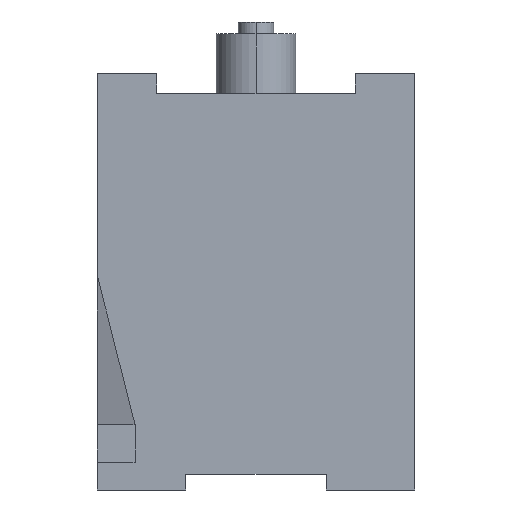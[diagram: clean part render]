
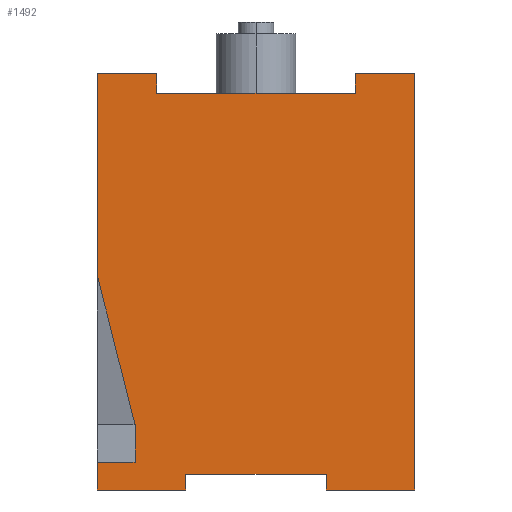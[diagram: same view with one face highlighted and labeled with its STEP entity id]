
A CAD part, left-side view. The second image highlights one B-rep face of the part: STEP entity #1492.
In plain terms, the highlighted planar face has unit normal (-1, 0, 0).
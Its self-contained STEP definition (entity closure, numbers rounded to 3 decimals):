
#5 = CARTESIAN_POINT ( 'NONE',  ( -22.5, 25., 105. ) ) ;
#42 = CARTESIAN_POINT ( 'NONE',  ( -22.5, -17.75, 0. ) ) ;
#70 = EDGE_CURVE ( 'NONE', #1245, #2557, #2267, .T. ) ;
#81 = ORIENTED_EDGE ( 'NONE', *, *, #401, .T. ) ;
#84 = CARTESIAN_POINT ( 'NONE',  ( -22.5, 40., 105. ) ) ;
#96 = EDGE_CURVE ( 'NONE', #2557, #1467, #2530, .T. ) ;
#123 = VECTOR ( 'NONE', #1729, 1000. ) ;
#171 = ORIENTED_EDGE ( 'NONE', *, *, #320, .T. ) ;
#190 = CARTESIAN_POINT ( 'NONE',  ( -22.5, 40., 0. ) ) ;
#219 = DIRECTION ( 'NONE',  ( 1., 0., 0. ) ) ;
#222 = CARTESIAN_POINT ( 'NONE',  ( -22.5, 17.75, 0. ) ) ;
#234 = VECTOR ( 'NONE', #1965, 1000. ) ;
#245 = EDGE_CURVE ( 'NONE', #1257, #1245, #1357, .T. ) ;
#282 = EDGE_CURVE ( 'NONE', #1257, #2590, #2401, .T. ) ;
#319 = EDGE_CURVE ( 'NONE', #2590, #2696, #1351, .T. ) ;
#320 = EDGE_CURVE ( 'NONE', #2696, #1947, #1531, .T. ) ;
#329 = EDGE_CURVE ( 'NONE', #1947, #1692, #2314, .T. ) ;
#330 = DIRECTION ( 'NONE',  ( 0., -1., 0. ) ) ;
#334 = EDGE_CURVE ( 'NONE', #1692, #2722, #2071, .T. ) ;
#339 = ORIENTED_EDGE ( 'NONE', *, *, #282, .T. ) ;
#344 = EDGE_CURVE ( 'NONE', #2722, #1627, #1086, .T. ) ;
#348 = CARTESIAN_POINT ( 'NONE',  ( -22.5, 0., 0. ) ) ;
#382 = EDGE_CURVE ( 'NONE', #1909, #1627, #1766, .T. ) ;
#391 = EDGE_CURVE ( 'NONE', #1394, #1909, #2075, .T. ) ;
#401 = EDGE_CURVE ( 'NONE', #1394, #1454, #1296, .T. ) ;
#417 = EDGE_CURVE ( 'NONE', #1454, #1479, #2063, .T. ) ;
#442 = EDGE_CURVE ( 'NONE', #1479, #1126, #1252, .T. ) ;
#455 = EDGE_CURVE ( 'NONE', #1895, #1126, #1559, .T. ) ;
#460 = EDGE_CURVE ( 'NONE', #1895, #1467, #1648, .T. ) ;
#480 = DIRECTION ( 'NONE',  ( 0., 0.246, 0.969 ) ) ;
#507 = CARTESIAN_POINT ( 'NONE',  ( -22.5, 30.5, 16.5 ) ) ;
#523 = ORIENTED_EDGE ( 'NONE', *, *, #442, .T. ) ;
#552 = ORIENTED_EDGE ( 'NONE', *, *, #319, .T. ) ;
#606 = ORIENTED_EDGE ( 'NONE', *, *, #344, .T. ) ;
#648 = EDGE_LOOP ( 'NONE', ( #339, #552, #171, #1029, #2429, #606, #2125, #2592, #81, #2517, #523, #2322, #1295, #1002, #2007, #2546 ) ) ;
#689 = PLANE ( 'NONE',  #2339 ) ;
#712 = VECTOR ( 'NONE', #2672, 1000. ) ;
#807 = VECTOR ( 'NONE', #1427, 1000. ) ;
#876 = CARTESIAN_POINT ( 'NONE',  ( -22.5, -40., 105. ) ) ;
#934 = DIRECTION ( 'NONE',  ( 0., 0., -1. ) ) ;
#1002 = ORIENTED_EDGE ( 'NONE', *, *, #96, .F. ) ;
#1010 = CARTESIAN_POINT ( 'NONE',  ( -22.5, 30.5, 7. ) ) ;
#1029 = ORIENTED_EDGE ( 'NONE', *, *, #329, .T. ) ;
#1049 = VECTOR ( 'NONE', #2577, 1000. ) ;
#1086 = LINE ( 'NONE', #348, #1923 ) ;
#1126 = VERTEX_POINT ( 'NONE', #5 ) ;
#1148 = CARTESIAN_POINT ( 'NONE',  ( -22.5, 25., 100. ) ) ;
#1168 = DIRECTION ( 'NONE',  ( 0., -1., 0. ) ) ;
#1202 = CARTESIAN_POINT ( 'NONE',  ( -22.5, -40., 0. ) ) ;
#1223 = CARTESIAN_POINT ( 'NONE',  ( -22.5, -17.75, 4. ) ) ;
#1245 = VERTEX_POINT ( 'NONE', #1010 ) ;
#1252 = LINE ( 'NONE', #1381, #2440 ) ;
#1257 = VERTEX_POINT ( 'NONE', #1668 ) ;
#1295 = ORIENTED_EDGE ( 'NONE', *, *, #460, .T. ) ;
#1296 = LINE ( 'NONE', #1956, #234 ) ;
#1336 = CARTESIAN_POINT ( 'NONE',  ( -22.5, 40., 105. ) ) ;
#1340 = CARTESIAN_POINT ( 'NONE',  ( -22.5, 17.75, 4. ) ) ;
#1351 = LINE ( 'NONE', #2679, #712 ) ;
#1357 = LINE ( 'NONE', #2748, #1049 ) ;
#1381 = CARTESIAN_POINT ( 'NONE',  ( -22.5, 25., 105. ) ) ;
#1391 = CARTESIAN_POINT ( 'NONE',  ( -22.5, 30.5, 105. ) ) ;
#1394 = VERTEX_POINT ( 'NONE', #2123 ) ;
#1427 = DIRECTION ( 'NONE',  ( 0., 0., 1. ) ) ;
#1447 = DIRECTION ( 'NONE',  ( 0., 0., -1. ) ) ;
#1454 = VERTEX_POINT ( 'NONE', #2757 ) ;
#1463 = CARTESIAN_POINT ( 'NONE',  ( -22.5, -17.75, 0. ) ) ;
#1467 = VERTEX_POINT ( 'NONE', #2558 ) ;
#1474 = FACE_OUTER_BOUND ( 'NONE', #648, .T. ) ;
#1479 = VERTEX_POINT ( 'NONE', #1148 ) ;
#1492 = ADVANCED_FACE ( 'NONE', ( #1474 ), #689, .F. ) ;
#1527 = DIRECTION ( 'NONE',  ( 0., 0., 1. ) ) ;
#1531 = LINE ( 'NONE', #1785, #1557 ) ;
#1537 = CARTESIAN_POINT ( 'NONE',  ( -22.5, 0., 105. ) ) ;
#1541 = CARTESIAN_POINT ( 'NONE',  ( -22.5, 30.5, 16.5 ) ) ;
#1557 = VECTOR ( 'NONE', #2496, 1000. ) ;
#1559 = LINE ( 'NONE', #1537, #1908 ) ;
#1571 = CARTESIAN_POINT ( 'NONE',  ( -22.5, 40., 105. ) ) ;
#1627 = VERTEX_POINT ( 'NONE', #1202 ) ;
#1648 = LINE ( 'NONE', #1336, #2131 ) ;
#1649 = CARTESIAN_POINT ( 'NONE',  ( -22.5, -17.75, 4. ) ) ;
#1665 = CARTESIAN_POINT ( 'NONE',  ( -22.5, -40., 0. ) ) ;
#1667 = VECTOR ( 'NONE', #1447, 1000. ) ;
#1668 = CARTESIAN_POINT ( 'NONE',  ( -22.5, 40., 7. ) ) ;
#1692 = VERTEX_POINT ( 'NONE', #1223 ) ;
#1727 = VECTOR ( 'NONE', #2473, 1000. ) ;
#1729 = DIRECTION ( 'NONE',  ( 0., 1., 0. ) ) ;
#1745 = CARTESIAN_POINT ( 'NONE',  ( -22.5, 40., 105. ) ) ;
#1766 = LINE ( 'NONE', #1665, #1727 ) ;
#1777 = DIRECTION ( 'NONE',  ( 0., 1., 0. ) ) ;
#1783 = CARTESIAN_POINT ( 'NONE',  ( -22.5, -25., 100. ) ) ;
#1785 = CARTESIAN_POINT ( 'NONE',  ( -22.5, 17.75, 0. ) ) ;
#1895 = VERTEX_POINT ( 'NONE', #84 ) ;
#1902 = VECTOR ( 'NONE', #1991, 1000. ) ;
#1908 = VECTOR ( 'NONE', #1168, 1000. ) ;
#1909 = VERTEX_POINT ( 'NONE', #876 ) ;
#1923 = VECTOR ( 'NONE', #330, 1000. ) ;
#1936 = VECTOR ( 'NONE', #480, 1000. ) ;
#1947 = VERTEX_POINT ( 'NONE', #1340 ) ;
#1956 = CARTESIAN_POINT ( 'NONE',  ( -22.5, -25., 105. ) ) ;
#1965 = DIRECTION ( 'NONE',  ( 0., 0., -1. ) ) ;
#1966 = DIRECTION ( 'NONE',  ( 0., 0., -1. ) ) ;
#1980 = CARTESIAN_POINT ( 'NONE',  ( -22.5, 0., 105. ) ) ;
#1991 = DIRECTION ( 'NONE',  ( 0., -1., 0. ) ) ;
#2007 = ORIENTED_EDGE ( 'NONE', *, *, #70, .F. ) ;
#2063 = LINE ( 'NONE', #1783, #123 ) ;
#2071 = LINE ( 'NONE', #1463, #1667 ) ;
#2075 = LINE ( 'NONE', #1980, #1902 ) ;
#2123 = CARTESIAN_POINT ( 'NONE',  ( -22.5, -25., 105. ) ) ;
#2125 = ORIENTED_EDGE ( 'NONE', *, *, #382, .F. ) ;
#2131 = VECTOR ( 'NONE', #934, 1000. ) ;
#2267 = LINE ( 'NONE', #1391, #807 ) ;
#2314 = LINE ( 'NONE', #1649, #2566 ) ;
#2322 = ORIENTED_EDGE ( 'NONE', *, *, #455, .F. ) ;
#2339 = AXIS2_PLACEMENT_3D ( 'NONE', #1571, #219, #1777 ) ;
#2401 = LINE ( 'NONE', #1745, #2445 ) ;
#2429 = ORIENTED_EDGE ( 'NONE', *, *, #334, .T. ) ;
#2440 = VECTOR ( 'NONE', #1527, 1000. ) ;
#2445 = VECTOR ( 'NONE', #1966, 1000. ) ;
#2473 = DIRECTION ( 'NONE',  ( 0., 0., -1. ) ) ;
#2479 = DIRECTION ( 'NONE',  ( 0., -1., 0. ) ) ;
#2496 = DIRECTION ( 'NONE',  ( 0., 0., 1. ) ) ;
#2517 = ORIENTED_EDGE ( 'NONE', *, *, #417, .T. ) ;
#2530 = LINE ( 'NONE', #507, #1936 ) ;
#2546 = ORIENTED_EDGE ( 'NONE', *, *, #245, .F. ) ;
#2557 = VERTEX_POINT ( 'NONE', #1541 ) ;
#2558 = CARTESIAN_POINT ( 'NONE',  ( -22.5, 40., 54. ) ) ;
#2566 = VECTOR ( 'NONE', #2479, 1000. ) ;
#2577 = DIRECTION ( 'NONE',  ( 0., -1., 0. ) ) ;
#2590 = VERTEX_POINT ( 'NONE', #190 ) ;
#2592 = ORIENTED_EDGE ( 'NONE', *, *, #391, .F. ) ;
#2672 = DIRECTION ( 'NONE',  ( 0., -1., 0. ) ) ;
#2679 = CARTESIAN_POINT ( 'NONE',  ( -22.5, 0., 0. ) ) ;
#2696 = VERTEX_POINT ( 'NONE', #222 ) ;
#2722 = VERTEX_POINT ( 'NONE', #42 ) ;
#2748 = CARTESIAN_POINT ( 'NONE',  ( -22.5, 40., 7. ) ) ;
#2757 = CARTESIAN_POINT ( 'NONE',  ( -22.5, -25., 100. ) ) ;
